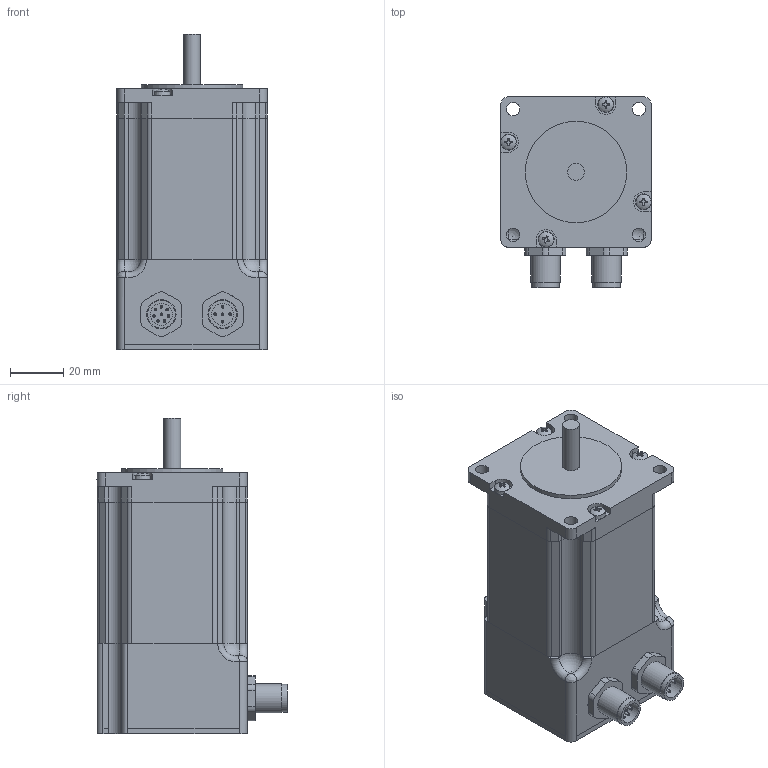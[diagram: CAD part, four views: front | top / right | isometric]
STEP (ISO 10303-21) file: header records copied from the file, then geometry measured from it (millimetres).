
FILE_DESCRIPTION((''),'2;1');
FILE_NAME('AS5918L4204-ENM24.stp','2012-03-16T14:09:43',('wei_j'),(''),'Autodesk Inventor 2010','Autodesk Inventor 2010','');
FILE_SCHEMA(('AUTOMOTIVE_DESIGN { 1 0 10303 214 1 1 1 1 }'));
Length unit declared in the file: millimetre
Products named in the file (1): AS5918L4204-ENM24
Bounding box: 56.7 x 71.55 x 118.6 mm (x, y, z)
Volume: 222951.1 mm3; surface area: 47812 mm2
Topology: 8 solids, 8 shells, 574 faces, 1539 edges, 992 vertices
Faces by surface type: plane 299, cylinder 177, cone 62, torus 20, bspline 10, sphere 6
Full cylindrical faces by diameter (mm): 1 x13, 1.3 x2, 2 x4, 2.1 x2, 2.5 x6, 2.693 x4, 2.75 x4, 3 x7, 3.2 x4, 5 x4, 6.35 x1, 8.2 x2, 10 x2, 10.4 x2, 11 x2, 15.5 x2, 16.5 x1, 22 x1, 26 x1, 34.9 x1, 38.1 x1
Entity records: 18341 total; most frequent: CARTESIAN_POINT 4102, DIRECTION 2985, ORIENTED_EDGE 2758, EDGE_CURVE 1379, AXIS2_PLACEMENT_3D 1145, VERTEX_POINT 941, EDGE_LOOP 754, VECTOR 695
